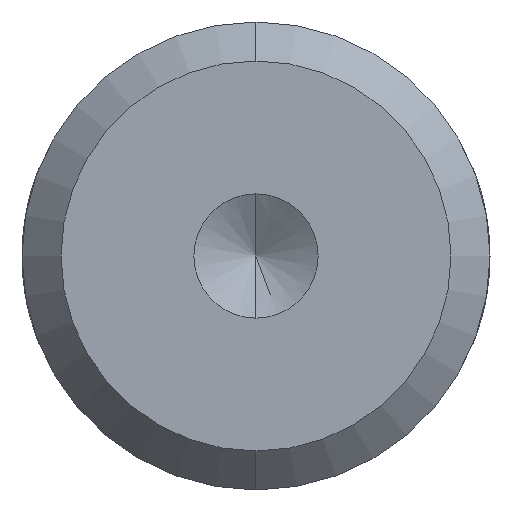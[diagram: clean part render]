
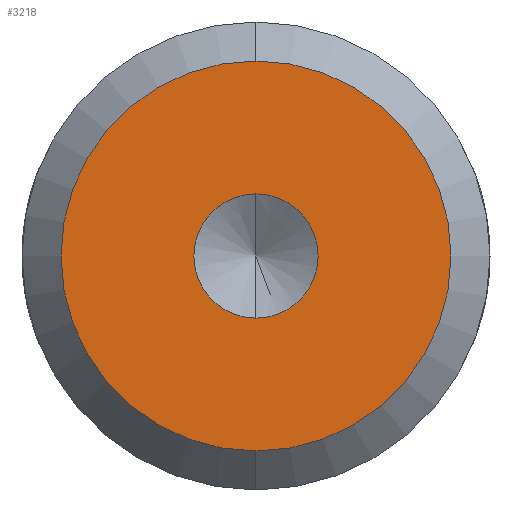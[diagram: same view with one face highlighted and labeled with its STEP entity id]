
A CAD part, left-side view. The second image highlights one B-rep face of the part: STEP entity #3218.
In plain terms, the highlighted planar face has unit normal (-1, 0, 0).
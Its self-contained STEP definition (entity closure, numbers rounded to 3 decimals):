
#54 = CARTESIAN_POINT ( 'NONE',  ( 8., 0., 1.593 ) ) ;
#181 = VERTEX_POINT ( 'NONE', #54 ) ;
#214 = EDGE_CURVE ( 'NONE', #5144, #181, #2511, .T. ) ;
#332 = DIRECTION ( 'NONE',  ( 0., 0., 1. ) ) ;
#604 = DIRECTION ( 'NONE',  ( 0., 0., 1. ) ) ;
#614 = EDGE_LOOP ( 'NONE', ( #1288, #1365 ) ) ;
#782 = DIRECTION ( 'NONE',  ( 1., 0., 0. ) ) ;
#848 = CARTESIAN_POINT ( 'NONE',  ( 8., 0., 0. ) ) ;
#943 = DIRECTION ( 'NONE',  ( 0., 0., 1. ) ) ;
#958 = ORIENTED_EDGE ( 'NONE', *, *, #2100, .T. ) ;
#1206 = ORIENTED_EDGE ( 'NONE', *, *, #3604, .T. ) ;
#1288 = ORIENTED_EDGE ( 'NONE', *, *, #2238, .T. ) ;
#1365 = ORIENTED_EDGE ( 'NONE', *, *, #214, .T. ) ;
#1735 = CARTESIAN_POINT ( 'NONE',  ( 8., 0., -1.593 ) ) ;
#1927 = CARTESIAN_POINT ( 'NONE',  ( 8., 0., -5. ) ) ;
#2100 = EDGE_CURVE ( 'NONE', #3601, #4359, #3610, .T. ) ;
#2238 = EDGE_CURVE ( 'NONE', #181, #5144, #2292, .T. ) ;
#2292 = CIRCLE ( 'NONE', #2337, 1.593 ) ;
#2337 = AXIS2_PLACEMENT_3D ( 'NONE', #848, #782, #604 ) ;
#2511 = CIRCLE ( 'NONE', #4305, 1.593 ) ;
#2639 = EDGE_LOOP ( 'NONE', ( #958, #1206 ) ) ;
#2683 = CARTESIAN_POINT ( 'NONE',  ( 8., 0., 5. ) ) ;
#2772 = FACE_OUTER_BOUND ( 'NONE', #2639, .T. ) ;
#2839 = DIRECTION ( 'NONE',  ( -1., 0., 0. ) ) ;
#2845 = AXIS2_PLACEMENT_3D ( 'NONE', #3424, #2839, #943 ) ;
#2861 = DIRECTION ( 'NONE',  ( 0., 0., 1. ) ) ;
#3056 = PLANE ( 'NONE',  #5509 ) ;
#3218 = ADVANCED_FACE ( 'NONE', ( #5431, #2772 ), #3056, .T. ) ;
#3424 = CARTESIAN_POINT ( 'NONE',  ( 8., 0., 0. ) ) ;
#3492 = CARTESIAN_POINT ( 'NONE',  ( 8., 0., 0. ) ) ;
#3517 = DIRECTION ( 'NONE',  ( 1., 0., 0. ) ) ;
#3576 = AXIS2_PLACEMENT_3D ( 'NONE', #5350, #3809, #5476 ) ;
#3601 = VERTEX_POINT ( 'NONE', #1927 ) ;
#3604 = EDGE_CURVE ( 'NONE', #4359, #3601, #4083, .T. ) ;
#3610 = CIRCLE ( 'NONE', #3576, 5. ) ;
#3809 = DIRECTION ( 'NONE',  ( -1., 0., 0. ) ) ;
#4083 = CIRCLE ( 'NONE', #2845, 5. ) ;
#4305 = AXIS2_PLACEMENT_3D ( 'NONE', #3492, #3517, #2861 ) ;
#4353 = DIRECTION ( 'NONE',  ( -1., 0., 0. ) ) ;
#4359 = VERTEX_POINT ( 'NONE', #2683 ) ;
#4645 = CARTESIAN_POINT ( 'NONE',  ( 8., 0., 0. ) ) ;
#5144 = VERTEX_POINT ( 'NONE', #1735 ) ;
#5350 = CARTESIAN_POINT ( 'NONE',  ( 8., 0., 0. ) ) ;
#5431 = FACE_BOUND ( 'NONE', #614, .T. ) ;
#5476 = DIRECTION ( 'NONE',  ( 0., 0., 1. ) ) ;
#5509 = AXIS2_PLACEMENT_3D ( 'NONE', #4645, #4353, #332 ) ;
